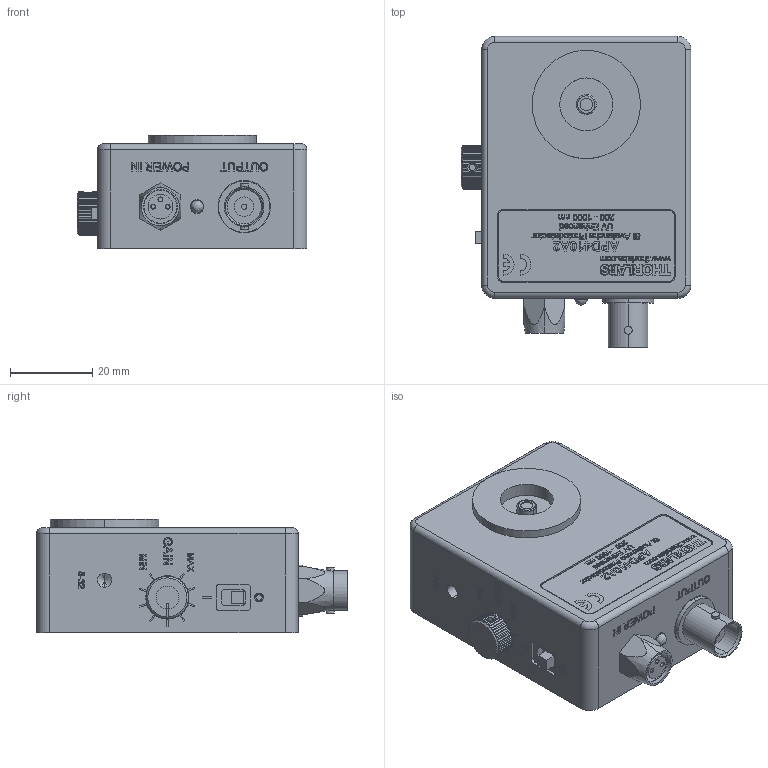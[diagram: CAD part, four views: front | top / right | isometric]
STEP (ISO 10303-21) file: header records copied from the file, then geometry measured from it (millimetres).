
FILE_DESCRIPTION (( 'STEP AP203' ), '1' );
FILE_NAME ('MTN005411.STEP', '2015-09-29T15:09:42', ( 'tempinstall' ), ( '' ), 'SwSTEP 2.0', 'SolidWorks 2014', '' );
FILE_SCHEMA (( 'CONFIG_CONTROL_DESIGN' ));
Products named in the file (1): MTN005411
Bounding box: 55.8 x 75.46 x 27.43 mm (x, y, z)
Surface area: 30190 mm2 (no closed solid volume)
Topology: 0 solids, 68 shells, 2545 faces, 6610 edges, 4340 vertices
Faces by surface type: plane 1308, bspline 699, cylinder 436, cone 89, sphere 7, torus 6
Entity records: 110529 total; most frequent: CARTESIAN_POINT 52607, ORIENTED_EDGE 13120, DIRECTION 9637, EDGE_CURVE 6560, VERTEX_POINT 4329, VECTOR 4161, LINE 4161, EDGE_LOOP 2795
